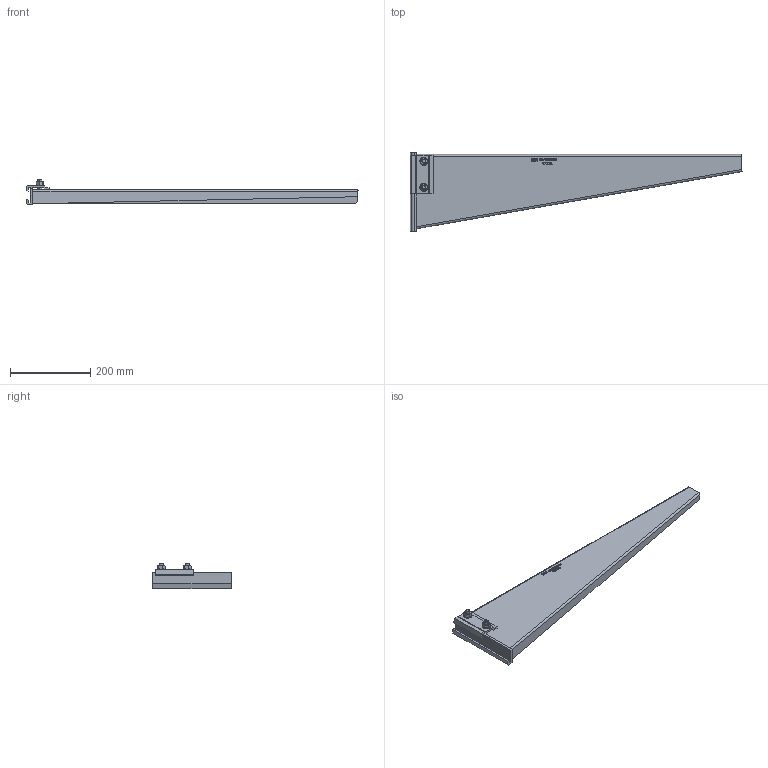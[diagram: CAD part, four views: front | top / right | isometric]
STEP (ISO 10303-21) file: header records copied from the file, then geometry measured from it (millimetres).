
FILE_DESCRIPTION((''),'2;1');
FILE_NAME('6419178_ASM','2013-01-26T',('AndreasKeweloh'),(''),'PRO/ENGINEER BY PARAMETRIC TECHNOLOGY CORPORATION, 2012360','PRO/ENGINEER BY PARAMETRIC TECHNOLOGY CORPORATION, 2012360','');
FILE_SCHEMA(('CONFIG_CONTROL_DESIGN'));
Length unit declared in the file: millimetre
Products named in the file (7): PRT0001; KTS_04_019-031; PRT0002; PRT0003; PRT0004; PRT0005; 6419178_ASM
Assembly tree (9 placements, depth 2):
  6419178_ASM
    PRT0001
    KTS_04_019-031
    PRT0002
    PRT0003  x2
    PRT0004  x2
    PRT0005  x2
Bounding box: 827.07 x 195 x 64.5 mm (x, y, z)
Volume: 570172.4 mm3; surface area: 322816.3 mm2
Topology: 9 solids, 9 shells, 435 faces, 1080 edges, 691 vertices
Faces by surface type: plane 252, extrusion 77, cylinder 56, cone 44, sphere 4, bspline 2
Entity records: 14276 total; most frequent: CARTESIAN_POINT 5242, ORIENTED_EDGE 1928, DIRECTION 1577, EDGE_CURVE 964, VECTOR 735, LINE 658, VERTEX_POINT 624, AXIS2_PLACEMENT_3D 421
